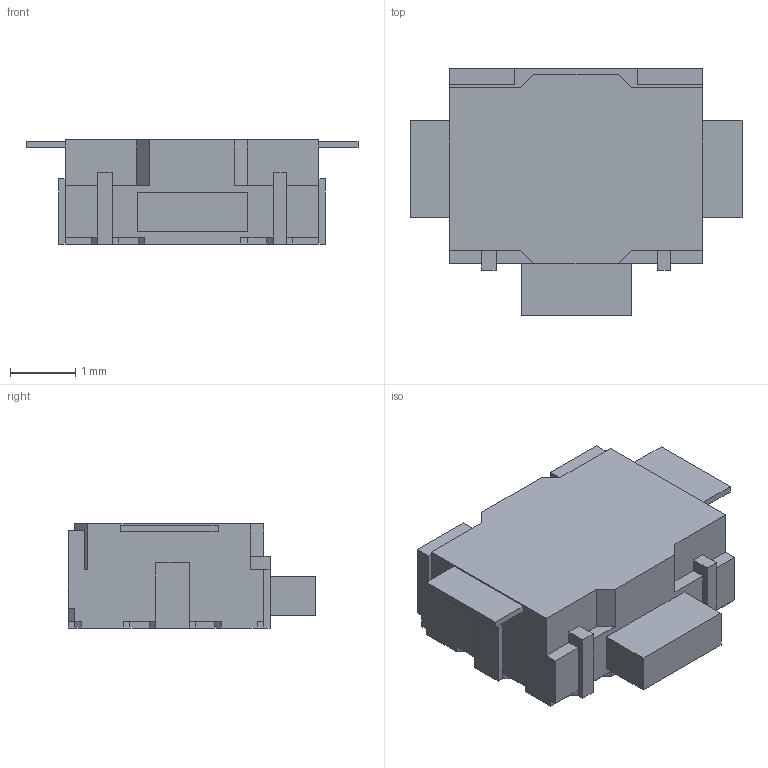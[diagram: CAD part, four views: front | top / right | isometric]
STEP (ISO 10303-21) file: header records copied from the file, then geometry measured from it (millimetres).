
FILE_DESCRIPTION (( 'STEP AP214' ), '1' );
FILE_NAME ('小龜按鈕.', '2022-07-16T03:56:19', ( '' ), ( '' ), 'SwSTEP 2.0', 'SolidWorks 2020', '' );
FILE_SCHEMA (( 'AUTOMOTIVE_DESIGN' ));
Length unit declared in the file: millimetre
Products named in the file (1): 小龜按鈕°′ao____ao
Bounding box: 5.1 x 3.8 x 1.6 mm (x, y, z)
Volume: 19.1 mm3; surface area: 56.8 mm2
Topology: 1 solids, 1 shells, 105 faces, 290 edges, 190 vertices
Faces by surface type: plane 105
Entity records: 4112 total; most frequent: CARTESIAN_POINT 586, ORIENTED_EDGE 580, DIRECTION 502, VECTOR 290, EDGE_CURVE 290, LINE 290, VERTEX_POINT 190, EDGE_LOOP 108
